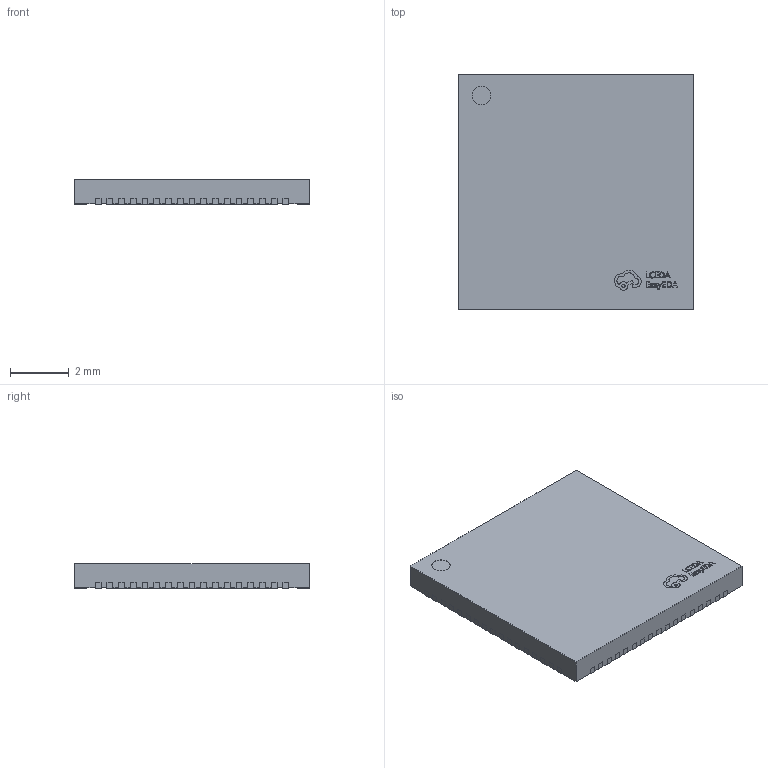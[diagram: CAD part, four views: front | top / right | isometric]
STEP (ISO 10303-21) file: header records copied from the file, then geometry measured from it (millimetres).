
FILE_DESCRIPTION (( 'STEP AP214' ), '1' );
FILE_NAME ('QFN-68_L8.0-W8.0-P0.40-BL-EP5.5.STEP', '2023-07-21T02:57:28', ( '' ), ( '' ), 'SwSTEP 2.0', 'SolidWorks 2020', '' );
FILE_SCHEMA (( 'AUTOMOTIVE_DESIGN' ));
Length unit declared in the file: millimetre
Products named in the file (1): QFN-68_L8.0-W8.0-P0.40-BL-EP5.5
Bounding box: 8 x 8 x 0.85 mm (x, y, z)
Volume: 53.8 mm3; surface area: 257.6 mm2
Topology: 70 solids, 70 shells, 1198 faces, 3111 edges, 2074 vertices
Faces by surface type: plane 826, cylinder 274, bspline 98
Entity records: 46274 total; most frequent: CARTESIAN_POINT 7690, ORIENTED_EDGE 6222, DIRECTION 5661, EDGE_CURVE 3111, VECTOR 2363, LINE 2363, VERTEX_POINT 2074, AXIS2_PLACEMENT_3D 1649
